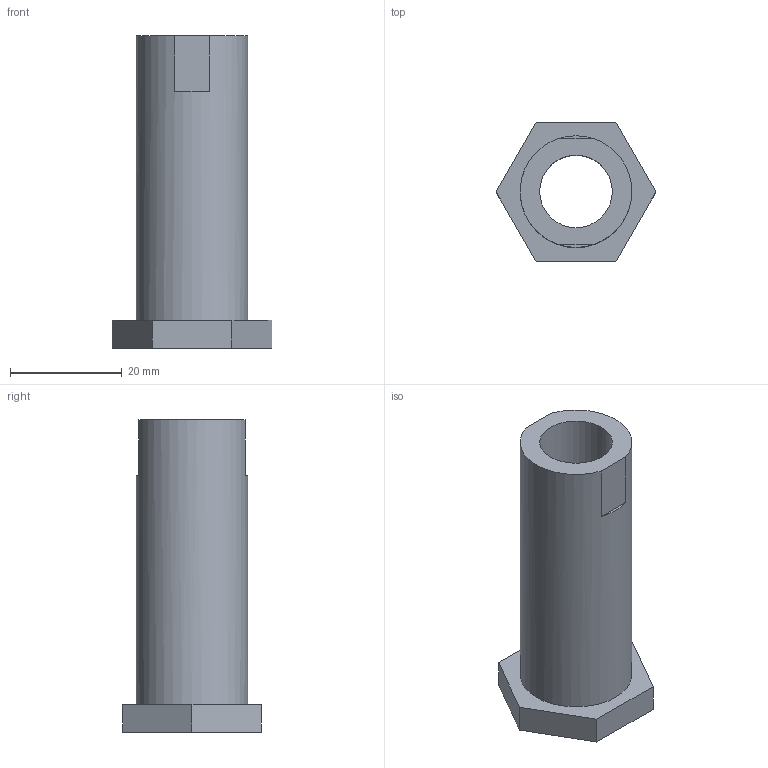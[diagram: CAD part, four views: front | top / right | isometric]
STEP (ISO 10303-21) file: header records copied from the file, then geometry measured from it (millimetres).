
FILE_DESCRIPTION(/* description */ (''),/* implementation_level */ '2;1');
FILE_NAME(/* name */ 'Supp Core v1.step',/* time_stamp */ '2024-10-16T11:15:21+02:00',/* author */ (''),/* organization */ (''),/* preprocessor_version */ 'ST-DEVELOPER v20',/* originating_system */ 'Autodesk Translation Framework v13.20.0.188',/* authorisation */ '');
FILE_SCHEMA (('AUTOMOTIVE_DESIGN { 1 0 10303 214 3 1 1 }'));
Length unit declared in the file: millimetre
Products named in the file (1): Supp Core
Bounding box: 28.64 x 24.8 x 56 mm (x, y, z)
Volume: 10089.4 mm3; surface area: 6853.2 mm2
Topology: 1 solids, 1 shells, 17 faces, 41 edges, 27 vertices
Faces by surface type: plane 13, cylinder 3, cone 1
Full cylindrical faces by diameter (mm): 13 x1, 15 x1, 20 x1
Entity records: 535 total; most frequent: DIRECTION 88, CARTESIAN_POINT 86, ORIENTED_EDGE 82, EDGE_CURVE 41, LINE 30, VECTOR 30, AXIS2_PLACEMENT_3D 29, VERTEX_POINT 27
